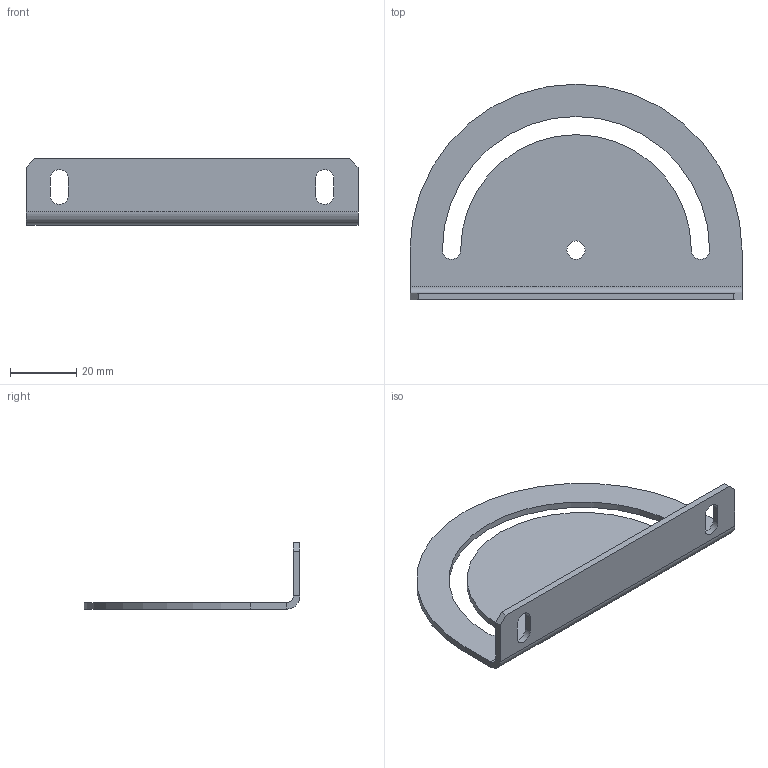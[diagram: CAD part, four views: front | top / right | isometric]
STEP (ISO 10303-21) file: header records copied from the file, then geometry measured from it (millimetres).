
FILE_DESCRIPTION (( 'STEP AP214' ), '1' );
FILE_NAME ('Ðåãóëÿòîð íàêëîííîé ïîëêè ê 20-ìó ïðîôèëþ (öèíê).STEP', '2022-03-15T11:29:14', ( 'user' ), ( '' ), 'SwSTEP 2.0', 'SolidWorks 2021', '' );
FILE_SCHEMA (( 'AUTOMOTIVE_DESIGN' ));
Length unit declared in the file: millimetre
Products named in the file (1): Ðåãóëÿòîð íàêëîííîé ïîëêè ê 20-ìó ïðîôèëþ (öèíê)
Bounding box: 100 x 65 x 20 mm (x, y, z)
Volume: 12588 mm3; surface area: 13872.6 mm2
Topology: 1 solids, 1 shells, 32 faces, 82 edges, 52 vertices
Faces by surface type: plane 17, cylinder 15
Entity records: 1022 total; most frequent: DIRECTION 178, CARTESIAN_POINT 167, ORIENTED_EDGE 164, EDGE_CURVE 82, AXIS2_PLACEMENT_3D 63, VERTEX_POINT 52, VECTOR 52, LINE 52
